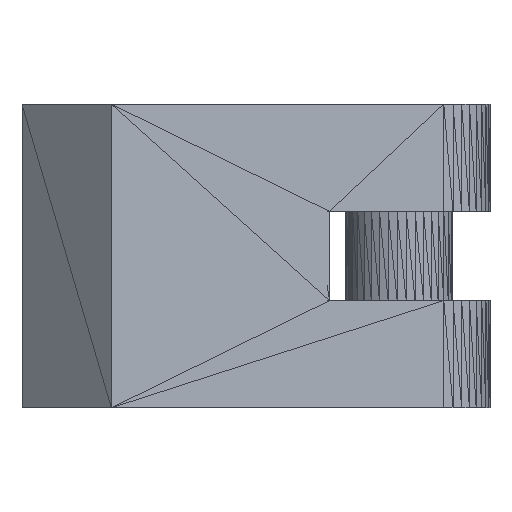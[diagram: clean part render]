
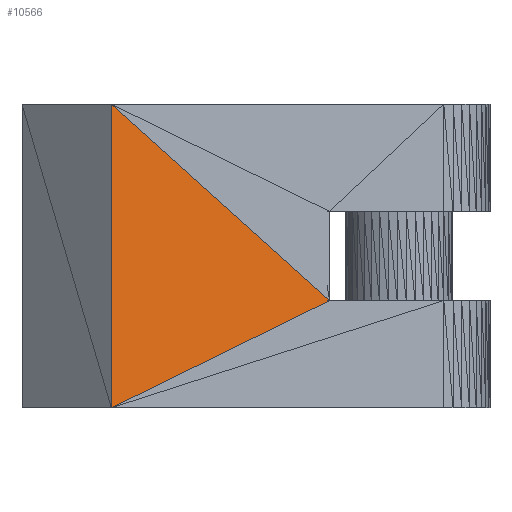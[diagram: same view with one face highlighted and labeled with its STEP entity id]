
A CAD part, front view. The second image highlights one B-rep face of the part: STEP entity #10566.
In plain terms, the highlighted planar face has unit normal (0.259, -0.966, 0).
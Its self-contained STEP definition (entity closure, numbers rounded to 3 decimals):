
#1327 = DIRECTION ( 'NONE',  ( -0.873, -0.234, -0.428 ) ) ;
#3830 = VERTEX_POINT ( 'NONE', #125515 ) ;
#10349 = ORIENTED_EDGE ( 'NONE', *, *, #119132, .F. ) ;
#10566 = ADVANCED_FACE ( 'NONE', ( #125715 ), #53585, .T. ) ;
#11440 = DIRECTION ( 'NONE',  ( 0.729, 0.195, -0.656 ) ) ;
#20149 = DIRECTION ( 'NONE',  ( 0.259, -0.966, 0. ) ) ;
#39822 = EDGE_CURVE ( 'NONE', #48198, #132876, #98536, .T. ) ;
#43777 = VECTOR ( 'NONE', #11440, 1000. ) ;
#48198 = VERTEX_POINT ( 'NONE', #63410 ) ;
#53585 = PLANE ( 'NONE',  #116692 ) ;
#54319 = LINE ( 'NONE', #122667, #43777 ) ;
#58267 = CARTESIAN_POINT ( 'NONE',  ( 17.221, 4.614, 6. ) ) ;
#63410 = CARTESIAN_POINT ( 'NONE',  ( 5., 1.34, 0. ) ) ;
#77157 = CARTESIAN_POINT ( 'NONE',  ( 0., 0., 0. ) ) ;
#84118 = EDGE_LOOP ( 'NONE', ( #124106, #10349, #129359 ) ) ;
#98536 = LINE ( 'NONE', #144039, #125034 ) ;
#116692 = AXIS2_PLACEMENT_3D ( 'NONE', #77157, #20149, #131422 ) ;
#117645 = EDGE_CURVE ( 'NONE', #3830, #48198, #136265, .T. ) ;
#119132 = EDGE_CURVE ( 'NONE', #132876, #3830, #54319, .T. ) ;
#122667 = CARTESIAN_POINT ( 'NONE',  ( 5., 1.34, 17. ) ) ;
#124106 = ORIENTED_EDGE ( 'NONE', *, *, #117645, .F. ) ;
#125034 = VECTOR ( 'NONE', #133189, 1000. ) ;
#125515 = CARTESIAN_POINT ( 'NONE',  ( 17.221, 4.614, 6. ) ) ;
#125715 = FACE_OUTER_BOUND ( 'NONE', #84118, .T. ) ;
#129359 = ORIENTED_EDGE ( 'NONE', *, *, #39822, .F. ) ;
#131160 = CARTESIAN_POINT ( 'NONE',  ( 5., 1.34, 17. ) ) ;
#131422 = DIRECTION ( 'NONE',  ( 0.966, 0.259, 0. ) ) ;
#132876 = VERTEX_POINT ( 'NONE', #131160 ) ;
#133189 = DIRECTION ( 'NONE',  ( 0., 0., 1. ) ) ;
#136265 = LINE ( 'NONE', #58267, #137952 ) ;
#137952 = VECTOR ( 'NONE', #1327, 1000. ) ;
#144039 = CARTESIAN_POINT ( 'NONE',  ( 5., 1.34, 0. ) ) ;
